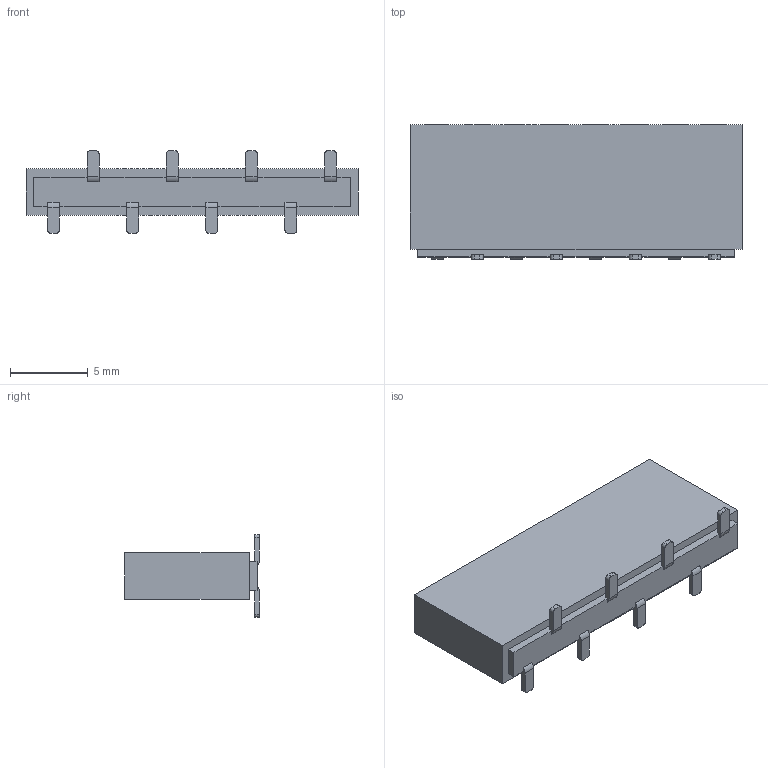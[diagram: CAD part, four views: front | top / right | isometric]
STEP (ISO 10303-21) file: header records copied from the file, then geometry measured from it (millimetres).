
FILE_DESCRIPTION( ('This file contains a STEP AP42 implementation' ,'as created by ZW3D STEP Interface translator.') ,'2;1' );
FILE_NAME( '2185-1XXMXXCUNX2.stp' ,'23 5 3.11 425', (''), ('ZWCAD Software Co.'), 'Version 1.0', 'ZW3D to STEP translator', '' );
FILE_SCHEMA(('AUTOMOTIVE_DESIGN { 1 0 10303 214 1 1 1 1 }'));
Length unit declared in the file: millimetre
Products named in the file (2): 0; 2185-120MXXCUNX2
Bounding box: 21.32 x 8.65 x 5.3 mm (x, y, z)
Volume: 412.7 mm3; surface area: 1236.1 mm2
Topology: 1 solids, 1 shells, 779 faces, 2352 edges, 1552 vertices
Faces by surface type: plane 523, cylinder 168, bspline 88
Entity records: 34821 total; most frequent: CARTESIAN_POINT 16856, ORIENTED_EDGE 4704, EDGE_CURVE 2352, DIRECTION 1888, B_SPLINE_CURVE_WITH_KNOTS 1864, VERTEX_POINT 1552, EDGE_LOOP 836, FACE_OUTER_BOUND 779
